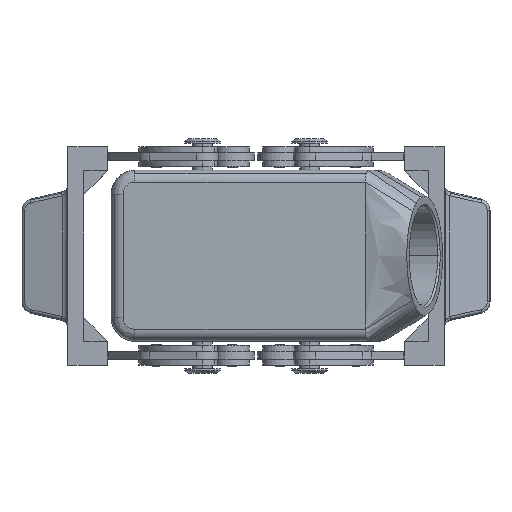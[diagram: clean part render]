
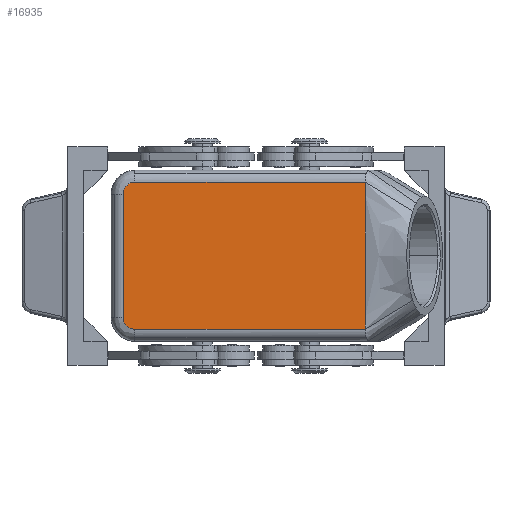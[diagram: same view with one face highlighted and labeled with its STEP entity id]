
A CAD part, top view. The second image highlights one B-rep face of the part: STEP entity #16935.
In plain terms, the highlighted planar face has unit normal (0, 0, 1).
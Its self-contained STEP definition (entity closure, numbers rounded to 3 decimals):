
#4926=CARTESIAN_POINT('',(-33.5,-15.5,52.));
#4927=VERTEX_POINT('',#4926);
#4935=CARTESIAN_POINT('',(-33.5,15.5,52.));
#4936=VERTEX_POINT('',#4935);
#4937=CARTESIAN_POINT('',(-33.5,-15.5,52.));
#4938=DIRECTION('',(0.0,1.0,0.0));
#4939=VECTOR('',#4938,31.);
#4940=LINE('',#4937,#4939);
#4941=EDGE_CURVE('',#4927,#4936,#4940,.T.);
#16286=CARTESIAN_POINT('',(27.5,18.5,52.));
#16287=VERTEX_POINT('',#16286);
#16355=CARTESIAN_POINT('',(27.5,15.107,52.));
#16356=VERTEX_POINT('',#16355);
#16357=CARTESIAN_POINT('',(27.5,15.107,52.));
#16358=DIRECTION('',(0.0,1.0,0.0));
#16359=VECTOR('',#16358,3.393);
#16360=LINE('',#16357,#16359);
#16361=EDGE_CURVE('',#16356,#16287,#16360,.T.);
#16363=CARTESIAN_POINT('',(27.5,-15.107,52.));
#16364=VERTEX_POINT('',#16363);
#16365=CARTESIAN_POINT('',(27.5,-15.107,52.));
#16366=DIRECTION('',(0.0,1.0,0.0));
#16367=VECTOR('',#16366,30.214);
#16368=LINE('',#16365,#16367);
#16369=EDGE_CURVE('',#16364,#16356,#16368,.T.);
#16371=CARTESIAN_POINT('',(27.5,-18.5,52.));
#16372=VERTEX_POINT('',#16371);
#16373=CARTESIAN_POINT('',(27.5,-18.5,52.));
#16374=DIRECTION('',(0.0,1.0,0.0));
#16375=VECTOR('',#16374,3.393);
#16376=LINE('',#16373,#16375);
#16377=EDGE_CURVE('',#16372,#16364,#16376,.T.);
#16694=CARTESIAN_POINT('',(-30.5,-18.5,52.0));
#16695=VERTEX_POINT('',#16694);
#16696=CARTESIAN_POINT('',(27.5,-18.5,52.));
#16697=DIRECTION('',(-1.0,0.0,0.0));
#16698=VECTOR('',#16697,58.);
#16699=LINE('',#16696,#16698);
#16700=EDGE_CURVE('',#16372,#16695,#16699,.T.);
#16785=CARTESIAN_POINT('',(-30.5,-15.5,52.));
#16786=DIRECTION('',(0.,0.,-1.0));
#16787=DIRECTION('',(-0.707,-0.707,0.));
#16788=AXIS2_PLACEMENT_3D('',#16785,#16786,#16787);
#16789=CIRCLE('',#16788,3.0);
#16790=EDGE_CURVE('',#16695,#4927,#16789,.T.);
#16873=CARTESIAN_POINT('',(-30.5,18.5,52.));
#16874=VERTEX_POINT('',#16873);
#16893=CARTESIAN_POINT('',(-30.5,15.5,52.));
#16894=DIRECTION('',(0.,0.,-1.0));
#16895=DIRECTION('',(-0.707,0.707,0.));
#16896=AXIS2_PLACEMENT_3D('',#16893,#16894,#16895);
#16897=CIRCLE('',#16896,3.0);
#16898=EDGE_CURVE('',#4936,#16874,#16897,.T.);
#16910=CARTESIAN_POINT('',(-30.5,18.5,52.));
#16911=DIRECTION('',(1.0,0.0,0.0));
#16912=VECTOR('',#16911,58.);
#16913=LINE('',#16910,#16912);
#16914=EDGE_CURVE('',#16874,#16287,#16913,.T.);
#16920=CARTESIAN_POINT('',(27.5,0.0,52.));
#16921=DIRECTION('',(0.0,0.0,1.0));
#16922=DIRECTION('',(1.0,0.0,0.0));
#16923=AXIS2_PLACEMENT_3D('',#16920,#16921,#16922);
#16924=PLANE('',#16923);
#16925=ORIENTED_EDGE('',*,*,#16914,.F.);
#16926=ORIENTED_EDGE('',*,*,#16898,.F.);
#16927=ORIENTED_EDGE('',*,*,#4941,.F.);
#16928=ORIENTED_EDGE('',*,*,#16790,.F.);
#16929=ORIENTED_EDGE('',*,*,#16700,.F.);
#16930=ORIENTED_EDGE('',*,*,#16377,.T.);
#16931=ORIENTED_EDGE('',*,*,#16369,.T.);
#16932=ORIENTED_EDGE('',*,*,#16361,.T.);
#16933=EDGE_LOOP('',(#16925,#16926,#16927,#16928,#16929,#16930,#16931,#16932));
#16934=FACE_OUTER_BOUND('',#16933,.T.);
#16935=ADVANCED_FACE('',(#16934),#16924,.T.);
